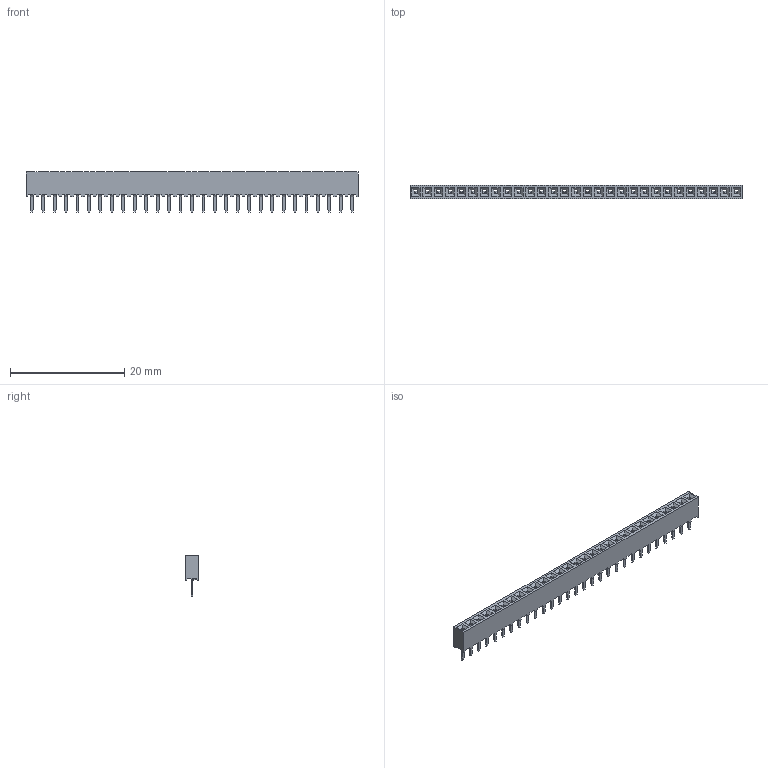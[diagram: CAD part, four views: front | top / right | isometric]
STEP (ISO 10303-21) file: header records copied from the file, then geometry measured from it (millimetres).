
FILE_DESCRIPTION(('STEP AP214'), '1');
FILE_NAME('PBS2', '', ('UNSPECIFIED'), ('UNSPECIFIED'), 'ASCON STEP Converter 1.6', 'ASCON Math Kernel', '');
FILE_SCHEMA(('AUTOMOTIVE_DESIGN { 1 0 10303 214 3 1 1}'));
Length unit declared in the file: millimetre
Bounding box: 58 x 2.4 x 7 mm (x, y, z)
Volume: 387.6 mm3; surface area: 2211.4 mm2
Topology: 30 solids, 30 shells, 2417 faces, 6143 edges, 3786 vertices
Faces by surface type: plane 1982, cylinder 435
Entity records: 91033 total; most frequent: CARTESIAN_POINT 12579, ORIENTED_EDGE 12286, DIRECTION 11849, EDGE_CURVE 6143, LINE 5273, VECTOR 5273, VERTEX_POINT 4018, AXIS2_PLACEMENT_3D 3288
